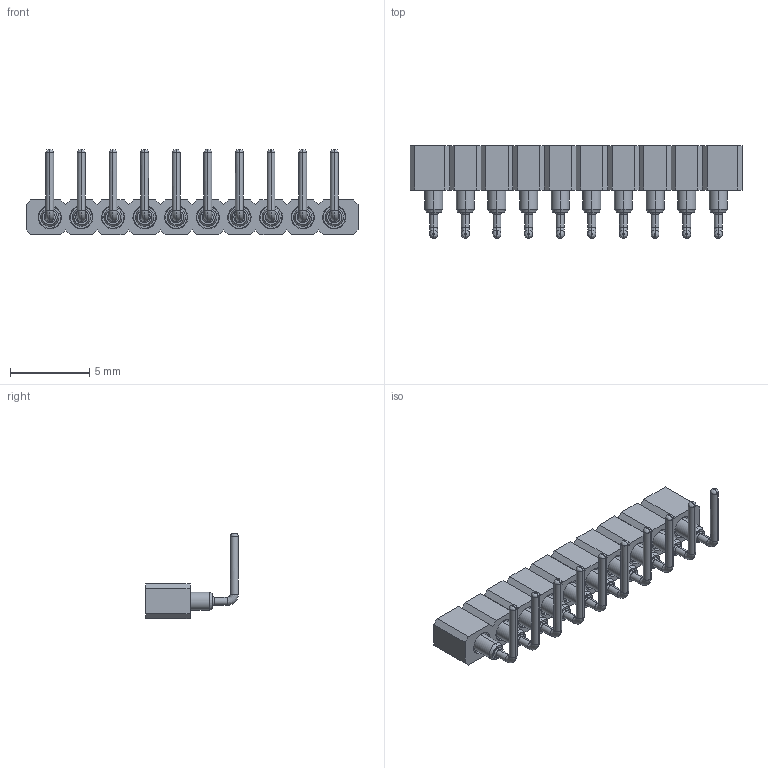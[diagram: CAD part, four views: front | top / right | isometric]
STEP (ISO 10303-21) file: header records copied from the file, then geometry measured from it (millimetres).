
FILE_DESCRIPTION( ('This file contains a STEP AP42 implementation' ,'as created by ZW3D STEP Interface translator.') ,'2;1' );
FILE_NAME( '3522-281XXRXX096X1.stp' ,'231014.144519', (''), ('ZWCAD Software Co.'), 'Version 1.0', 'ZW3D to STEP translator', '' );
FILE_SCHEMA(('AUTOMOTIVE_DESIGN { 1 0 10303 214 1 1 1 1 }'));
Length unit declared in the file: millimetre
Products named in the file (2): 0; 3522-28120RXX096X1
Bounding box: 21 x 5.85 x 5.4 mm (x, y, z)
Volume: 117.4 mm3; surface area: 758.8 mm2
Topology: 1 solids, 11 shells, 864 faces, 2126 edges, 1294 vertices
Faces by surface type: bspline 360, plane 284, cone 180, cylinder 40
Entity records: 48584 total; most frequent: CARTESIAN_POINT 33237, ORIENTED_EDGE 4292, EDGE_CURVE 2106, B_SPLINE_CURVE_WITH_KNOTS 2026, VERTEX_POINT 1294, DIRECTION 1010, EDGE_LOOP 924, FACE_OUTER_BOUND 864
